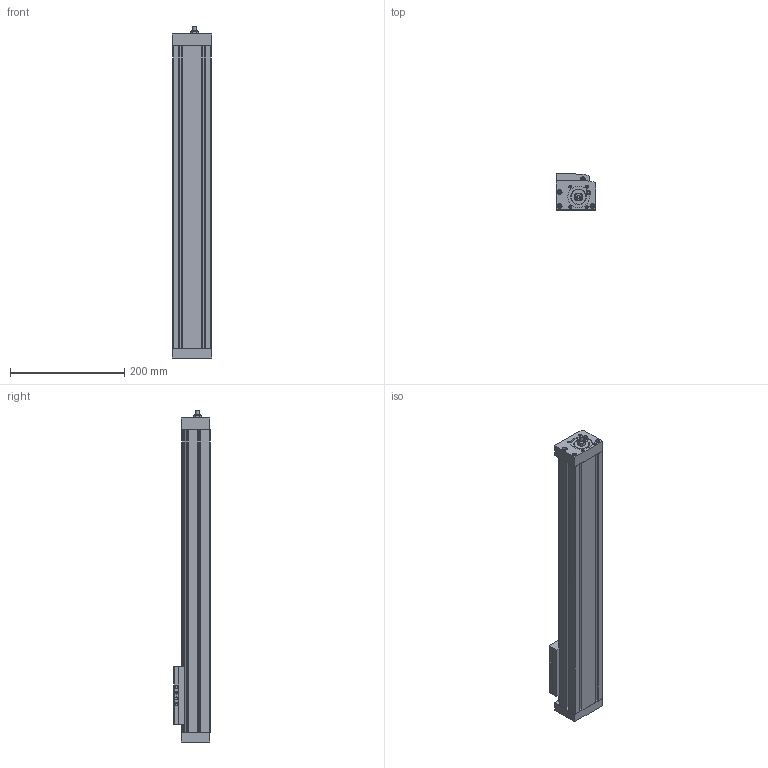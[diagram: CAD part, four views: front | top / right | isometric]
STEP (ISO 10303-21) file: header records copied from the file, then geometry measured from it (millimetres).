
FILE_DESCRIPTION(/* description */ ('STEP AP214'),/* implementation_level */ '2;1');
FILE_NAME(/* name */ '3013391_EGC-70-400-BS-10P-KF-0H-ML-GK',/* time_stamp */ '2024-08-27T12:50:17+02:00',/* author */ ('License CC BY-ND 4.0'),/* organization */ ('CADENAS'),/* preprocessor_version */ 'ST-DEVELOPER v19.3',/* originating_system */ 'PARTsolutions',/* authorisation */ ' ');
FILE_SCHEMA (('AUTOMOTIVE_DESIGN {1 0 10303 214 3 1 1}'));
Length unit declared in the file: millimetre
Products named in the file (6): 3013391 EGC-70-400-BS-10P-KF-0H-ML-GK---(0); EGC-70-BS53165.5GK0--0-ML--0_0_R0L22000; EGC-70-BS-KF_(Deckel LI2_0); EGC-70-BS-KF_(Deckel RE1_0); EGC-70-GK-GPBS1----(0); DIN-913 - M6x6
Assembly tree (5 placements, depth 2):
  3013391 EGC-70-400-BS-10P-KF-0H-ML-GK---(0)
    EGC-70-BS53165.5GK0--0-ML--0_0_R0L22000
    EGC-70-BS-KF_(Deckel LI2_0)
    EGC-70-BS-KF_(Deckel RE1_0)
    EGC-70-GK-GPBS1----(0)
    DIN-913 - M6x6
Bounding box: 69 x 64 x 582 mm (x, y, z)
Volume: 1633187.9 mm3; surface area: 238579.9 mm2
Topology: 5 solids, 5 shells, 476 faces, 1170 edges, 763 vertices
Faces by surface type: plane 259, cylinder 151, cone 65, sphere 1
Full cylindrical faces by diameter (mm): 1.1 x1, 3.242 x2, 4 x1, 4.134 x14, 4.5 x2, 4.917 x1, 5 x6, 6 x2, 7 x9, 8 x10, 19 x1, 21 x1, 26 x2, 29.8 x2
Entity records: 14832 total; most frequent: CARTESIAN_POINT 2505, DIRECTION 2287, ORIENTED_EDGE 2050, EDGE_CURVE 1025, AXIS2_PLACEMENT_3D 844, VERTEX_POINT 742, FACE_BOUND 659, EDGE_LOOP 649
